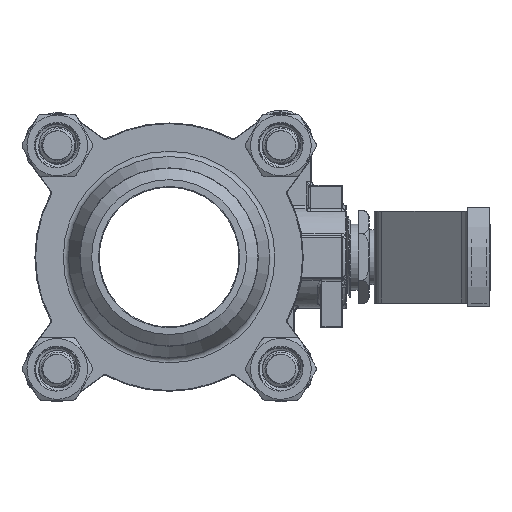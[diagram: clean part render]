
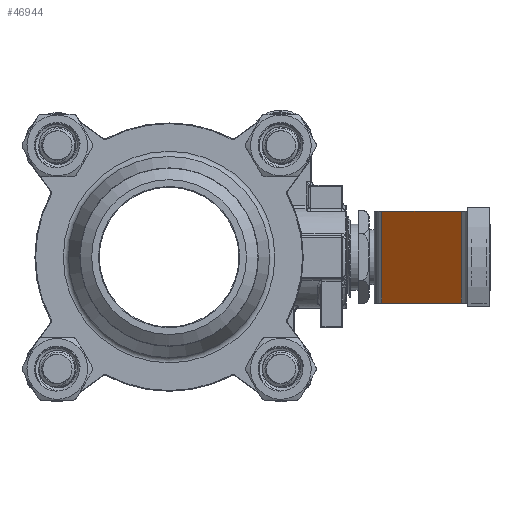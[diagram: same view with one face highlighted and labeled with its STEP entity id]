
A CAD part, left-side view. The second image highlights one B-rep face of the part: STEP entity #46944.
In plain terms, the highlighted planar face has unit normal (-0.743, 0.669, 0).
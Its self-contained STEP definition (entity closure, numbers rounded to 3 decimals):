
#46754=CARTESIAN_POINT('',(-37.196,-79.534,-12.5));
#46755=VERTEX_POINT('',#46754);
#46763=CARTESIAN_POINT('',(-17.658,-57.835,-12.5));
#46764=VERTEX_POINT('',#46763);
#46765=CARTESIAN_POINT('',(-17.658,-57.835,-12.5));
#46766=DIRECTION('',(-0.669,-0.743,0.0));
#46767=VECTOR('',#46766,29.199);
#46768=LINE('',#46765,#46767);
#46769=EDGE_CURVE('',#46764,#46755,#46768,.T.);
#46903=CARTESIAN_POINT('',(-37.196,-79.534,12.5));
#46904=VERTEX_POINT('',#46903);
#46912=CARTESIAN_POINT('',(-37.196,-79.534,-12.5));
#46913=DIRECTION('',(0.0,0.0,1.0));
#46914=VECTOR('',#46913,25.0);
#46915=LINE('',#46912,#46914);
#46916=EDGE_CURVE('',#46755,#46904,#46915,.T.);
#46921=CARTESIAN_POINT('',(-17.658,-57.835,-12.5));
#46922=DIRECTION('',(-0.743,0.669,0.0));
#46923=DIRECTION('',(0.0,0.0,1.0));
#46924=AXIS2_PLACEMENT_3D('',#46921,#46922,#46923);
#46925=PLANE('',#46924);
#46926=ORIENTED_EDGE('',*,*,#46769,.T.);
#46927=ORIENTED_EDGE('',*,*,#46916,.T.);
#46928=CARTESIAN_POINT('',(-17.658,-57.835,12.5));
#46929=VERTEX_POINT('',#46928);
#46930=CARTESIAN_POINT('',(-17.658,-57.835,12.5));
#46931=DIRECTION('',(-0.669,-0.743,0.0));
#46932=VECTOR('',#46931,29.199);
#46933=LINE('',#46930,#46932);
#46934=EDGE_CURVE('',#46929,#46904,#46933,.T.);
#46935=ORIENTED_EDGE('',*,*,#46934,.F.);
#46936=CARTESIAN_POINT('',(-17.658,-57.835,-12.5));
#46937=DIRECTION('',(0.0,0.0,1.0));
#46938=VECTOR('',#46937,25.0);
#46939=LINE('',#46936,#46938);
#46940=EDGE_CURVE('',#46764,#46929,#46939,.T.);
#46941=ORIENTED_EDGE('',*,*,#46940,.F.);
#46942=EDGE_LOOP('',(#46926,#46927,#46935,#46941));
#46943=FACE_OUTER_BOUND('',#46942,.T.);
#46944=ADVANCED_FACE('',(#46943),#46925,.T.);
